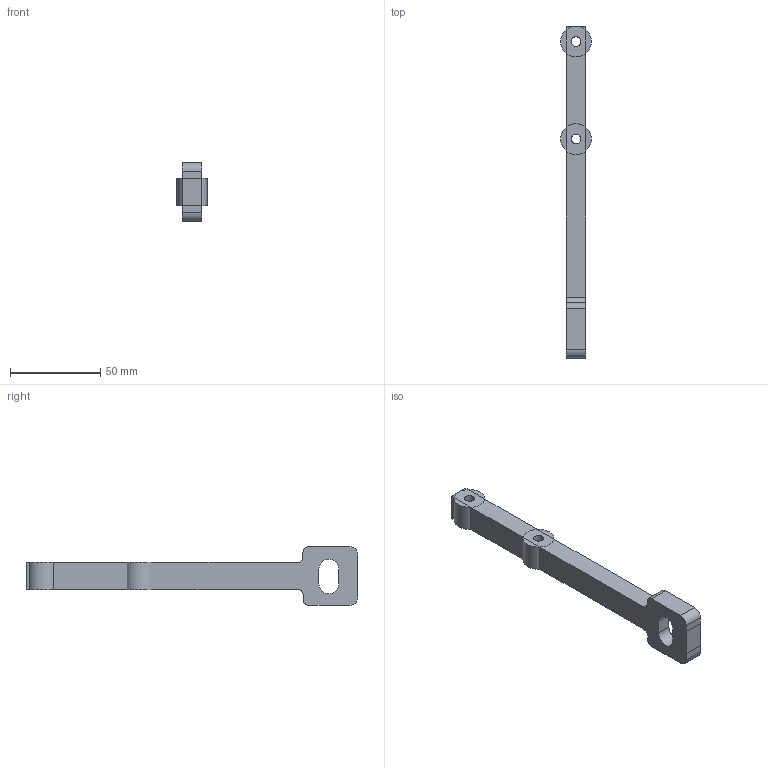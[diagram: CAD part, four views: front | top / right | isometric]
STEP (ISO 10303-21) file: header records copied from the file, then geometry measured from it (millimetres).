
FILE_DESCRIPTION(('FreeCAD Model'),'2;1');
FILE_NAME('new tt squared.step', '2019-01-19T17:41:05',('Author'),(''), 'Open CASCADE STEP processor 7.2','FreeCAD','Unknown');
FILE_SCHEMA(('AUTOMOTIVE_DESIGN { 1 0 10303 214 1 1 1 1 }'));
Length unit declared in the file: millimetre
Products named in the file (1): Body
Bounding box: 17 x 183.8 x 32.29 mm (x, y, z)
Volume: 33998.8 mm3; surface area: 12212.1 mm2
Topology: 1 solids, 1 shells, 54 faces, 129 edges, 78 vertices
Faces by surface type: plane 39, cylinder 15
Full cylindrical faces by diameter (mm): 5.4 x2, 25 x1
Entity records: 3332 total; most frequent: CARTESIAN_POINT 646, DIRECTION 534, ORIENTED_EDGE 258, PCURVE 258, DEFINITIONAL_REPRESENTATION 258, LINE 251, VECTOR 251, EDGE_CURVE 129
